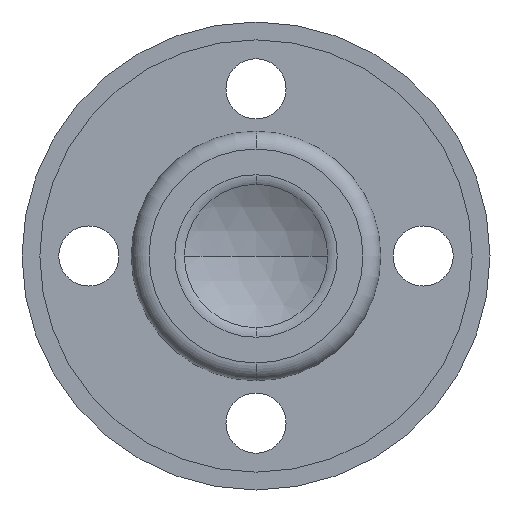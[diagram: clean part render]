
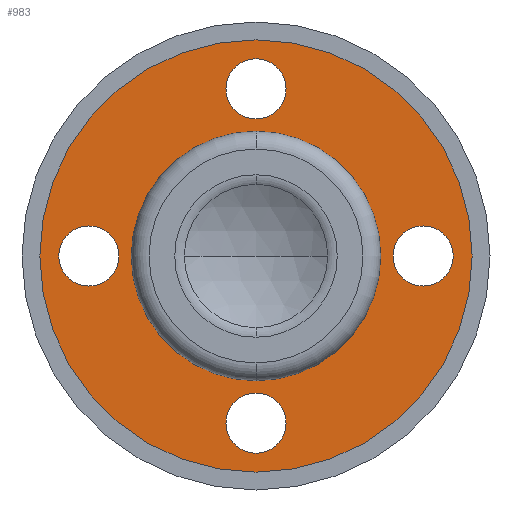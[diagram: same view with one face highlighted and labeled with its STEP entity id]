
A CAD part, front view. The second image highlights one B-rep face of the part: STEP entity #983.
In plain terms, the highlighted planar face has unit normal (0, -1, 0).
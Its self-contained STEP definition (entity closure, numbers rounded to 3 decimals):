
#4 = CIRCLE ( 'NONE', #224, 6.75 ) ;
#9 = CARTESIAN_POINT ( 'NONE',  ( 0., 10., 30.75 ) ) ;
#12 = VERTEX_POINT ( 'NONE', #788 ) ;
#17 = ORIENTED_EDGE ( 'NONE', *, *, #691, .F. ) ;
#23 = FACE_OUTER_BOUND ( 'NONE', #566, .T. ) ;
#27 = DIRECTION ( 'NONE',  ( 0., -1., 0. ) ) ;
#55 = ORIENTED_EDGE ( 'NONE', *, *, #701, .F. ) ;
#63 = CIRCLE ( 'NONE', #674, 48.5 ) ;
#71 = CARTESIAN_POINT ( 'NONE',  ( 0., 10., 37.5 ) ) ;
#75 = DIRECTION ( 'NONE',  ( 0., 0., 1. ) ) ;
#112 = EDGE_CURVE ( 'NONE', #623, #442, #941, .T. ) ;
#125 = EDGE_CURVE ( 'NONE', #395, #876, #63, .T. ) ;
#131 = CIRCLE ( 'NONE', #736, 6.75 ) ;
#139 = CARTESIAN_POINT ( 'NONE',  ( 0., 10., 0. ) ) ;
#162 = EDGE_CURVE ( 'NONE', #12, #546, #791, .T. ) ;
#169 = ORIENTED_EDGE ( 'NONE', *, *, #331, .F. ) ;
#178 = DIRECTION ( 'NONE',  ( 0., -1., 0. ) ) ;
#180 = EDGE_LOOP ( 'NONE', ( #757, #1049 ) ) ;
#186 = DIRECTION ( 'NONE',  ( 0., -1., 0. ) ) ;
#188 = AXIS2_PLACEMENT_3D ( 'NONE', #430, #186, #525 ) ;
#191 = CARTESIAN_POINT ( 'NONE',  ( 0., 10., 0. ) ) ;
#202 = CARTESIAN_POINT ( 'NONE',  ( 37.5, 10., 0. ) ) ;
#204 = AXIS2_PLACEMENT_3D ( 'NONE', #625, #707, #1019 ) ;
#216 = VERTEX_POINT ( 'NONE', #789 ) ;
#217 = DIRECTION ( 'NONE',  ( 0., 0., 1. ) ) ;
#224 = AXIS2_PLACEMENT_3D ( 'NONE', #926, #619, #685 ) ;
#234 = AXIS2_PLACEMENT_3D ( 'NONE', #597, #178, #512 ) ;
#250 = DIRECTION ( 'NONE',  ( 0., 0., -1. ) ) ;
#260 = CARTESIAN_POINT ( 'NONE',  ( 44.25, 10., 0. ) ) ;
#269 = ORIENTED_EDGE ( 'NONE', *, *, #924, .F. ) ;
#275 = VERTEX_POINT ( 'NONE', #303 ) ;
#302 = EDGE_LOOP ( 'NONE', ( #510, #527 ) ) ;
#303 = CARTESIAN_POINT ( 'NONE',  ( 0., 10., -44.25 ) ) ;
#308 = EDGE_CURVE ( 'NONE', #442, #623, #586, .T. ) ;
#331 = EDGE_CURVE ( 'NONE', #546, #12, #423, .T. ) ;
#351 = CARTESIAN_POINT ( 'NONE',  ( 0., 10., -48.5 ) ) ;
#362 = AXIS2_PLACEMENT_3D ( 'NONE', #191, #452, #780 ) ;
#384 = EDGE_LOOP ( 'NONE', ( #17, #269 ) ) ;
#395 = VERTEX_POINT ( 'NONE', #351 ) ;
#408 = VERTEX_POINT ( 'NONE', #621 ) ;
#415 = DIRECTION ( 'NONE',  ( 0., 0., 1. ) ) ;
#416 = EDGE_CURVE ( 'NONE', #275, #216, #705, .T. ) ;
#421 = DIRECTION ( 'NONE',  ( 0., -1., 0. ) ) ;
#423 = CIRCLE ( 'NONE', #515, 6.75 ) ;
#430 = CARTESIAN_POINT ( 'NONE',  ( -37.5, 10., 0. ) ) ;
#436 = FACE_BOUND ( 'NONE', #384, .T. ) ;
#437 = EDGE_LOOP ( 'NONE', ( #169, #700 ) ) ;
#438 = EDGE_CURVE ( 'NONE', #216, #275, #131, .T. ) ;
#442 = VERTEX_POINT ( 'NONE', #585 ) ;
#447 = CARTESIAN_POINT ( 'NONE',  ( 37.5, 10., 0. ) ) ;
#449 = AXIS2_PLACEMENT_3D ( 'NONE', #447, #916, #611 ) ;
#452 = DIRECTION ( 'NONE',  ( 0., 1., 0. ) ) ;
#456 = CARTESIAN_POINT ( 'NONE',  ( 30.75, 10., 0. ) ) ;
#467 = DIRECTION ( 'NONE',  ( 0., 1., 0. ) ) ;
#510 = ORIENTED_EDGE ( 'NONE', *, *, #917, .F. ) ;
#512 = DIRECTION ( 'NONE',  ( 0., 0., -1. ) ) ;
#513 = CARTESIAN_POINT ( 'NONE',  ( -28., 10., 0. ) ) ;
#515 = AXIS2_PLACEMENT_3D ( 'NONE', #891, #977, #75 ) ;
#522 = CIRCLE ( 'NONE', #362, 48.5 ) ;
#525 = DIRECTION ( 'NONE',  ( -1., 0., 0. ) ) ;
#527 = ORIENTED_EDGE ( 'NONE', *, *, #678, .F. ) ;
#536 = DIRECTION ( 'NONE',  ( 1., 0., 0. ) ) ;
#546 = VERTEX_POINT ( 'NONE', #9 ) ;
#566 = EDGE_LOOP ( 'NONE', ( #55, #589 ) ) ;
#585 = CARTESIAN_POINT ( 'NONE',  ( 0., 10., 28. ) ) ;
#586 = CIRCLE ( 'NONE', #851, 28. ) ;
#589 = ORIENTED_EDGE ( 'NONE', *, *, #125, .F. ) ;
#597 = CARTESIAN_POINT ( 'NONE',  ( 0., 10., -37.5 ) ) ;
#598 = DIRECTION ( 'NONE',  ( 0., 0., -1. ) ) ;
#607 = VERTEX_POINT ( 'NONE', #260 ) ;
#609 = DIRECTION ( 'NONE',  ( 0., -1., 0. ) ) ;
#610 = AXIS2_PLACEMENT_3D ( 'NONE', #513, #27, #598 ) ;
#611 = DIRECTION ( 'NONE',  ( 1., 0., 0. ) ) ;
#619 = DIRECTION ( 'NONE',  ( 0., -1., 0. ) ) ;
#621 = CARTESIAN_POINT ( 'NONE',  ( -44.25, 10., 0. ) ) ;
#623 = VERTEX_POINT ( 'NONE', #995 ) ;
#625 = CARTESIAN_POINT ( 'NONE',  ( 0., 10., 0. ) ) ;
#674 = AXIS2_PLACEMENT_3D ( 'NONE', #139, #467, #962 ) ;
#678 = EDGE_CURVE ( 'NONE', #408, #913, #4, .T. ) ;
#685 = DIRECTION ( 'NONE',  ( -1., 0., 0. ) ) ;
#691 = EDGE_CURVE ( 'NONE', #727, #607, #822, .T. ) ;
#700 = ORIENTED_EDGE ( 'NONE', *, *, #162, .F. ) ;
#701 = EDGE_CURVE ( 'NONE', #876, #395, #522, .T. ) ;
#705 = CIRCLE ( 'NONE', #234, 6.75 ) ;
#707 = DIRECTION ( 'NONE',  ( 0., 1., 0. ) ) ;
#727 = VERTEX_POINT ( 'NONE', #456 ) ;
#736 = AXIS2_PLACEMENT_3D ( 'NONE', #984, #421, #250 ) ;
#746 = EDGE_LOOP ( 'NONE', ( #970, #1016 ) ) ;
#757 = ORIENTED_EDGE ( 'NONE', *, *, #308, .T. ) ;
#762 = FACE_BOUND ( 'NONE', #302, .T. ) ;
#765 = PLANE ( 'NONE',  #610 ) ;
#770 = FACE_BOUND ( 'NONE', #437, .T. ) ;
#777 = FACE_BOUND ( 'NONE', #746, .T. ) ;
#780 = DIRECTION ( 'NONE',  ( 0., 0., 1. ) ) ;
#788 = CARTESIAN_POINT ( 'NONE',  ( 0., 10., 44.25 ) ) ;
#789 = CARTESIAN_POINT ( 'NONE',  ( 0., 10., -30.75 ) ) ;
#791 = CIRCLE ( 'NONE', #920, 6.75 ) ;
#793 = CIRCLE ( 'NONE', #449, 6.75 ) ;
#802 = CARTESIAN_POINT ( 'NONE',  ( 0., 10., 48.5 ) ) ;
#822 = CIRCLE ( 'NONE', #980, 6.75 ) ;
#824 = CARTESIAN_POINT ( 'NONE',  ( 0., 10., 0. ) ) ;
#850 = FACE_BOUND ( 'NONE', #180, .T. ) ;
#851 = AXIS2_PLACEMENT_3D ( 'NONE', #824, #968, #415 ) ;
#876 = VERTEX_POINT ( 'NONE', #802 ) ;
#891 = CARTESIAN_POINT ( 'NONE',  ( 0., 10., 37.5 ) ) ;
#913 = VERTEX_POINT ( 'NONE', #997 ) ;
#916 = DIRECTION ( 'NONE',  ( 0., -1., 0. ) ) ;
#917 = EDGE_CURVE ( 'NONE', #913, #408, #959, .T. ) ;
#920 = AXIS2_PLACEMENT_3D ( 'NONE', #71, #1044, #217 ) ;
#924 = EDGE_CURVE ( 'NONE', #607, #727, #793, .T. ) ;
#926 = CARTESIAN_POINT ( 'NONE',  ( -37.5, 10., 0. ) ) ;
#941 = CIRCLE ( 'NONE', #204, 28. ) ;
#959 = CIRCLE ( 'NONE', #188, 6.75 ) ;
#962 = DIRECTION ( 'NONE',  ( 0., 0., 1. ) ) ;
#968 = DIRECTION ( 'NONE',  ( 0., 1., 0. ) ) ;
#970 = ORIENTED_EDGE ( 'NONE', *, *, #438, .F. ) ;
#977 = DIRECTION ( 'NONE',  ( 0., -1., 0. ) ) ;
#980 = AXIS2_PLACEMENT_3D ( 'NONE', #202, #609, #536 ) ;
#983 = ADVANCED_FACE ( 'NONE', ( #762, #770, #436, #777, #850, #23 ), #765, .T. ) ;
#984 = CARTESIAN_POINT ( 'NONE',  ( 0., 10., -37.5 ) ) ;
#995 = CARTESIAN_POINT ( 'NONE',  ( 0., 10., -28. ) ) ;
#997 = CARTESIAN_POINT ( 'NONE',  ( -30.75, 10., 0. ) ) ;
#1016 = ORIENTED_EDGE ( 'NONE', *, *, #416, .F. ) ;
#1019 = DIRECTION ( 'NONE',  ( 0., 0., 1. ) ) ;
#1044 = DIRECTION ( 'NONE',  ( 0., -1., 0. ) ) ;
#1049 = ORIENTED_EDGE ( 'NONE', *, *, #112, .T. ) ;
